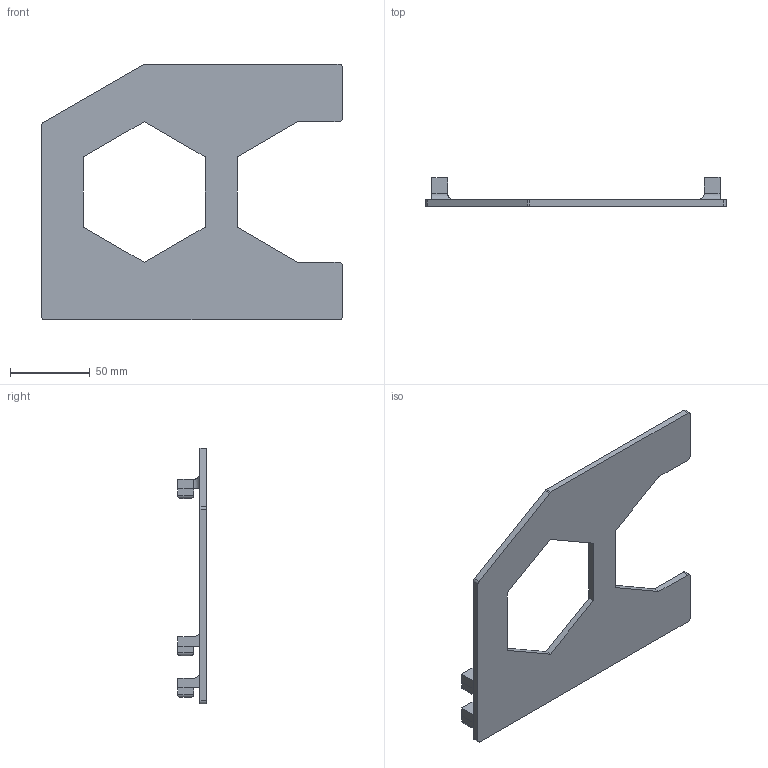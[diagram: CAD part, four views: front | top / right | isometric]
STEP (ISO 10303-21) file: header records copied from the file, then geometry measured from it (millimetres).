
FILE_DESCRIPTION(('FreeCAD Model'),'2;1');
FILE_NAME('Open CASCADE Shape Model','2024-06-05T20:45:02',('Author'),( ''),'Open CASCADE STEP processor 7.6','FreeCAD','Unknown');
FILE_SCHEMA(('AUTOMOTIVE_DESIGN { 1 0 10303 214 1 1 1 1 }'));
Length unit declared in the file: millimetre
Products named in the file (1): A-reinforced-tabs
Bounding box: 188 x 18 x 160 mm (x, y, z)
Volume: 81481.6 mm3; surface area: 44461.7 mm2
Topology: 1 solids, 1 shells, 90 faces, 222 edges, 138 vertices
Faces by surface type: plane 59, cylinder 31
Entity records: 2711 total; most frequent: CARTESIAN_POINT 530, DIRECTION 445, ORIENTED_EDGE 444, EDGE_CURVE 222, LINE 179, VECTOR 179, VERTEX_POINT 138, AXIS2_PLACEMENT_3D 133
